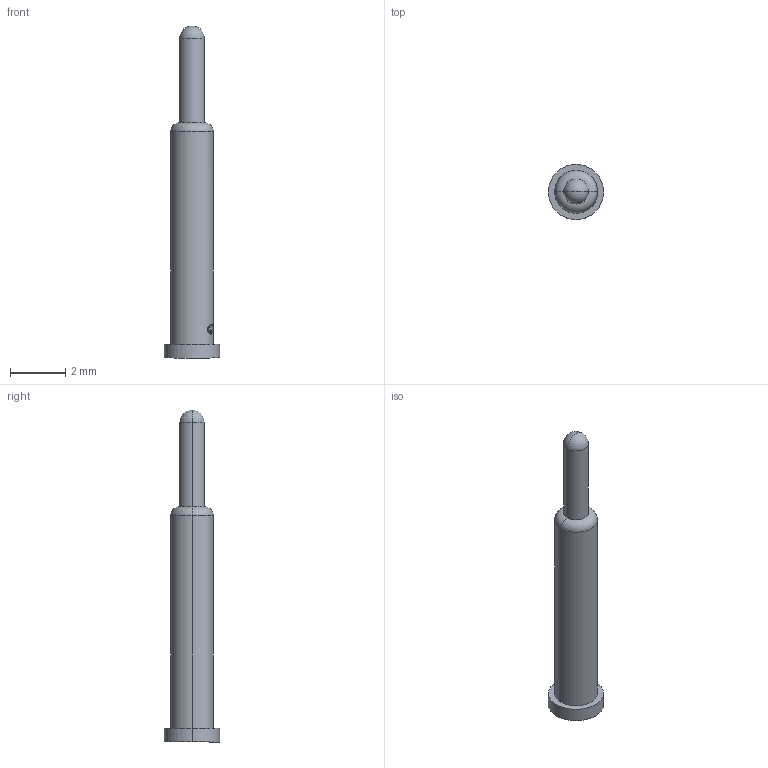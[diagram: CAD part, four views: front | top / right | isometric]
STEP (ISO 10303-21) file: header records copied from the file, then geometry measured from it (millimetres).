
FILE_DESCRIPTION (( 'STEP AP214' ), '1' );
FILE_NAME ('TESTPOINT-SMD_KH-PG2012005-DZ.step', '2022-08-04T09:10:22', ( '' ), ( '' ), 'SwSTEP 2.0', 'SolidWorks 2020', '' );
FILE_SCHEMA (( 'AUTOMOTIVE_DESIGN' ));
Length unit declared in the file: millimetre
Products named in the file (1): TESTPOINT-SMD_KH-PG2012005-DZ
Bounding box: 2 x 2 x 12 mm (x, y, z)
Volume: 18.5 mm3; surface area: 56.8 mm2
Topology: 1 solids, 1 shells, 234 faces, 635 edges, 421 vertices
Faces by surface type: bspline 121, plane 84, cylinder 25, torus 2, sphere 2
Entity records: 10638 total; most frequent: CARTESIAN_POINT 3175, ORIENTED_EDGE 1262, EDGE_CURVE 631, DIRECTION 578, VERTEX_POINT 419, B_SPLINE_CURVE_WITH_KNOTS 391, EDGE_LOOP 254, UNCERTAINTY_MEASURE_WITH_UNIT 237
